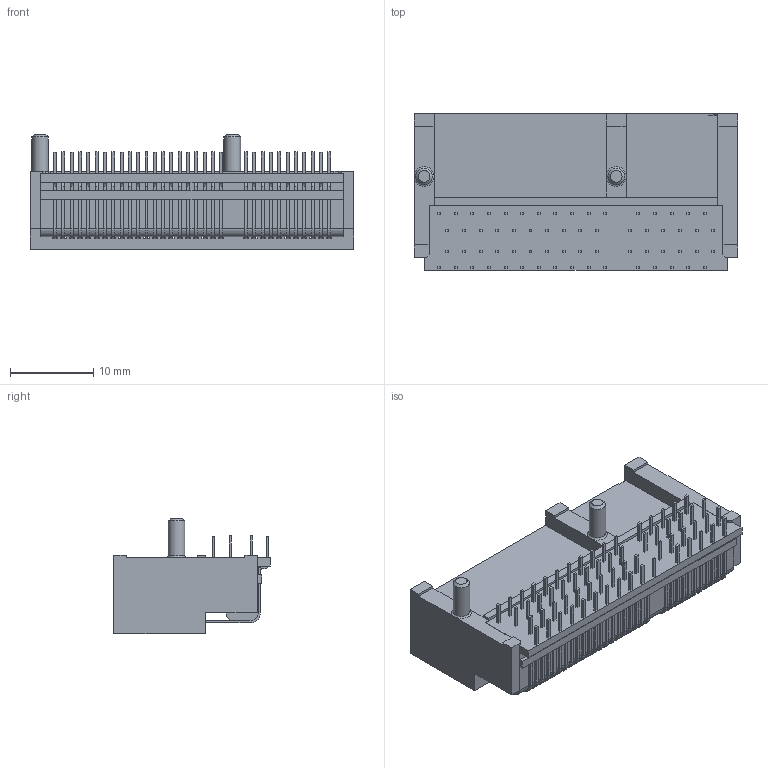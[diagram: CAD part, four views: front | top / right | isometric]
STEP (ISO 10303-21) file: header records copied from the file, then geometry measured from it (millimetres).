
FILE_DESCRIPTION(/* description */ ('STEP AP214'),/* implementation_level */ '2;1');
FILE_NAME(/* name */ 'PCIE-064-02-F-D-RA',/* time_stamp */ '2022-10-12T20:53:30+02:00',/* author */ ('License CC BY-ND 4.0'),/* organization */ ('CADENAS'),/* preprocessor_version */ 'ST-DEVELOPER v18.102',/* originating_system */ 'PARTsolutions',/* authorisation */ ' ');
FILE_SCHEMA (('AUTOMOTIVE_DESIGN {1 0 10303 214 3 1 1}'));
Products named in the file (4): PCIE-064-02-F-D-RA; PCIE-064-02-F-D-RA_pins2; PCIE-064-02-F-D-RA_pins1; PCIE-064-02-F-D-RA_body
Assembly tree (3 placements, depth 2):
  PCIE-064-02-F-D-RA
    PCIE-064-02-F-D-RA_pins2
    PCIE-064-02-F-D-RA_pins1
    PCIE-064-02-F-D-RA_body
Bounding box: 39 x 18.85 x 13.86 mm (x, y, z)
Volume: 3970.9 mm3; surface area: 8256.5 mm2
Topology: 3 solids, 3 shells, 2597 faces, 8174 edges, 5424 vertices
Faces by surface type: plane 1790, cylinder 803, cone 2, torus 2
Full cylindrical faces by diameter (mm): 2 x2
Entity records: 90736 total; most frequent: ORIENTED_EDGE 16336, CARTESIAN_POINT 16193, DIRECTION 14982, EDGE_CURVE 8168, LINE 6556, VECTOR 6556, VERTEX_POINT 5424, AXIS2_PLACEMENT_3D 4213
